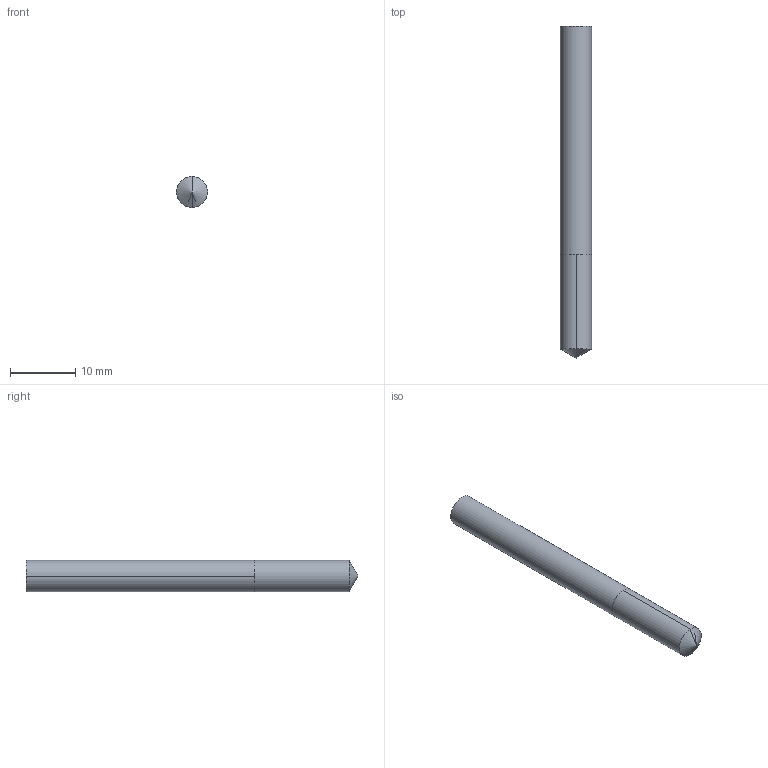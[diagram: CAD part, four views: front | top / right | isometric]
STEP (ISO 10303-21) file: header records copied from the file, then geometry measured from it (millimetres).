
FILE_DESCRIPTION (( 'STEP AP214' ), '1' );
FILE_NAME ('83772.STEP', '2023-07-05T19:24:45', ( '' ), ( '' ), 'SwSTEP 2.0', 'SolidWorks 2023', '' );
FILE_SCHEMA (( 'AUTOMOTIVE_DESIGN' ));
Length unit declared in the file: inch
Products named in the file (1): 83772
Bounding box: 4.76 x 50.8 x 4.76 mm (x, y, z)
Volume: 888.6 mm3; surface area: 813.5 mm2
Topology: 2 solids, 2 shells, 9 faces, 16 edges, 9 vertices
Faces by surface type: cylinder 4, plane 3, cone 2
Entity records: 311 total; most frequent: DIRECTION 42, CARTESIAN_POINT 33, ORIENTED_EDGE 28, AXIS2_PLACEMENT_3D 18, EDGE_CURVE 14, FACE_OUTER_BOUND 9, VERTEX_POINT 9, EDGE_LOOP 9
